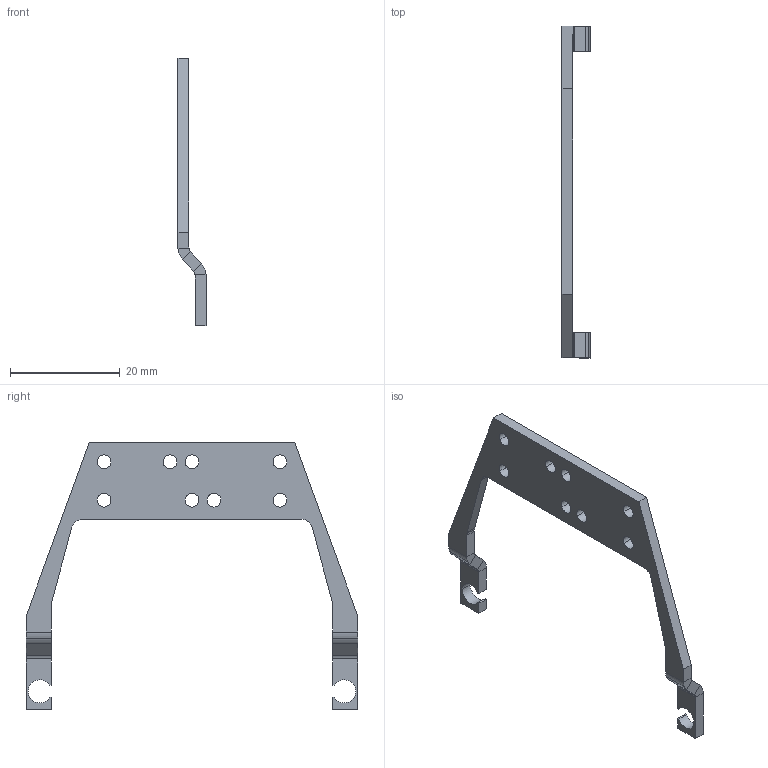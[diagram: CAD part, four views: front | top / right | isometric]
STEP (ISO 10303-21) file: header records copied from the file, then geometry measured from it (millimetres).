
FILE_DESCRIPTION(('CATIA V5 STEP Exchange','CAx-IF Rec.Pracs.--- Model Styling and Organization---1.4--- 2014-01-23'),'2;1');
FILE_NAME ('013341-5_1_1435420000_1435420000.stp','2019-09-06T10:58:21+00:00',('none'),('Weidmueller'),'CATIA Version 5-6 Release 2016 SP3 HF44','CATIA V5 STEP AP214','none');
FILE_SCHEMA(('AUTOMOTIVE_DESIGN { 1 0 10303 214 1 1 1 1 }'));
Length unit declared in the file: millimetre
Products named in the file (1): 1435420000
Bounding box: 5.1 x 60.4 x 48.6 mm (x, y, z)
Volume: 1613.1 mm3; surface area: 2305 mm2
Topology: 1 solids, 1 shells, 88 faces, 226 edges, 140 vertices
Faces by surface type: cylinder 44, plane 44
Entity records: 3087 total; most frequent: CARTESIAN_POINT 1076, ORIENTED_EDGE 452, DIRECTION 321, EDGE_CURVE 226, VERTEX_POINT 140, VECTOR 138, LINE 138, AXIS2_PLACEMENT_3D 109
